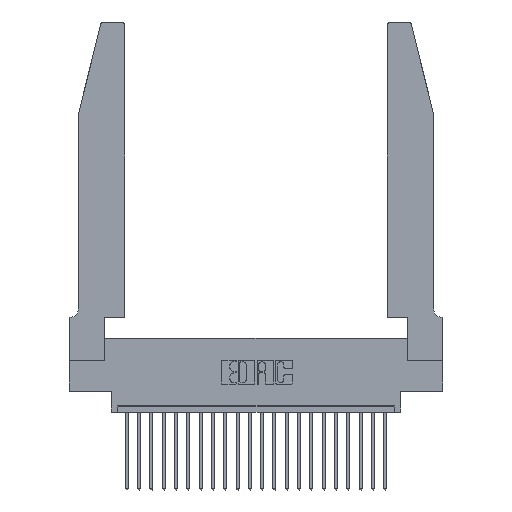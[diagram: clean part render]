
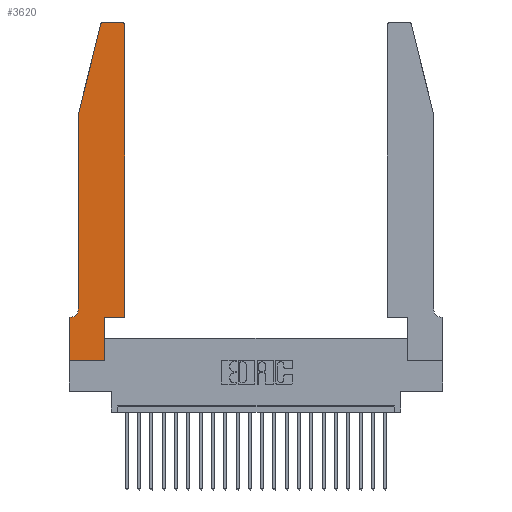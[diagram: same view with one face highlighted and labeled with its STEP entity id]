
A CAD part, top view. The second image highlights one B-rep face of the part: STEP entity #3620.
In plain terms, the highlighted planar face has unit normal (0, 0, 1).
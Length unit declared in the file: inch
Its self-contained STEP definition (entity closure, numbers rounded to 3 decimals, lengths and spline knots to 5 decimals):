
#512 = VECTOR ( 'NONE', #4696, 39.37008 ) ;
#610 = ORIENTED_EDGE ( 'NONE', *, *, #11868, .T. ) ;
#704 = CARTESIAN_POINT ( 'NONE',  ( 0.4505, 0.35, 0.37 ) ) ;
#898 = EDGE_CURVE ( 'NONE', #11085, #6649, #8336, .T. ) ;
#1596 = CARTESIAN_POINT ( 'NONE',  ( 0.4505, 2.72, 0.37 ) ) ;
#1656 = AXIS2_PLACEMENT_3D ( 'NONE', #23641, #14398, #10800 ) ;
#2134 = CARTESIAN_POINT ( 'NONE',  ( 0.0755, 2., 0.37 ) ) ;
#2147 = VECTOR ( 'NONE', #18586, 39.37008 ) ;
#2934 = ORIENTED_EDGE ( 'NONE', *, *, #5359, .T. ) ;
#2991 = CARTESIAN_POINT ( 'NONE',  ( 0., 0., 0.37 ) ) ;
#3037 = CARTESIAN_POINT ( 'NONE',  ( 0.4505, 0.35, 0.37 ) ) ;
#3398 = EDGE_CURVE ( 'NONE', #22409, #11085, #19608, .T. ) ;
#3620 = ADVANCED_FACE ( 'NONE', ( #8507 ), #6903, .T. ) ;
#3636 = VECTOR ( 'NONE', #23452, 39.37008 ) ;
#3668 = LINE ( 'NONE', #4493, #18033 ) ;
#3718 = CARTESIAN_POINT ( 'NONE',  ( 0.2865, 0., 0.37 ) ) ;
#3748 = DIRECTION ( 'NONE',  ( 0., 1., 0. ) ) ;
#3881 = CARTESIAN_POINT ( 'NONE',  ( 0., 0.35, 0.37 ) ) ;
#4082 = VECTOR ( 'NONE', #8756, 39.37008 ) ;
#4178 = EDGE_CURVE ( 'NONE', #11781, #21752, #5535, .T. ) ;
#4430 = ORIENTED_EDGE ( 'NONE', *, *, #898, .T. ) ;
#4493 = CARTESIAN_POINT ( 'NONE',  ( 0., 0., 0.37 ) ) ;
#4558 = CARTESIAN_POINT ( 'NONE',  ( 0.4205, 2.75, 0.37 ) ) ;
#4696 = DIRECTION ( 'NONE',  ( 1., 0., 0. ) ) ;
#4813 = AXIS2_PLACEMENT_3D ( 'NONE', #17750, #21541, #17496 ) ;
#5201 = ORIENTED_EDGE ( 'NONE', *, *, #6116, .T. ) ;
#5359 = EDGE_CURVE ( 'NONE', #23671, #10049, #6868, .T. ) ;
#5535 = LINE ( 'NONE', #19482, #512 ) ;
#5639 = EDGE_LOOP ( 'NONE', ( #2934, #18525, #16922, #5201, #7332, #610, #15036, #7767, #11756, #14138, #4430, #16886 ) ) ;
#5986 = DIRECTION ( 'NONE',  ( -1., 0., 0. ) ) ;
#6116 = EDGE_CURVE ( 'NONE', #15202, #19000, #17643, .T. ) ;
#6649 = VERTEX_POINT ( 'NONE', #1596 ) ;
#6775 = CIRCLE ( 'NONE', #6980, 0.03 ) ;
#6804 = CARTESIAN_POINT ( 'NONE',  ( 0.4505, 0.35, 0.37 ) ) ;
#6868 = LINE ( 'NONE', #12691, #2147 ) ;
#6903 = PLANE ( 'NONE',  #1656 ) ;
#6980 = AXIS2_PLACEMENT_3D ( 'NONE', #15701, #17942, #23660 ) ;
#7131 = VERTEX_POINT ( 'NONE', #17911 ) ;
#7332 = ORIENTED_EDGE ( 'NONE', *, *, #16447, .T. ) ;
#7767 = ORIENTED_EDGE ( 'NONE', *, *, #4178, .T. ) ;
#7928 = LINE ( 'NONE', #20595, #19917 ) ;
#8336 = LINE ( 'NONE', #704, #3636 ) ;
#8507 = FACE_OUTER_BOUND ( 'NONE', #5639, .T. ) ;
#8756 = DIRECTION ( 'NONE',  ( 1., 0., 0. ) ) ;
#10049 = VERTEX_POINT ( 'NONE', #13573 ) ;
#10753 = VECTOR ( 'NONE', #3748, 39.37008 ) ;
#10800 = DIRECTION ( 'NONE',  ( 1., 0., 0. ) ) ;
#11085 = VERTEX_POINT ( 'NONE', #3037 ) ;
#11456 = CARTESIAN_POINT ( 'NONE',  ( 0.2865, 0.35, 0.37 ) ) ;
#11756 = ORIENTED_EDGE ( 'NONE', *, *, #17687, .T. ) ;
#11763 = CARTESIAN_POINT ( 'NONE',  ( 0.0755, 2., 0.37 ) ) ;
#11781 = VERTEX_POINT ( 'NONE', #2991 ) ;
#11868 = EDGE_CURVE ( 'NONE', #7131, #13116, #7928, .T. ) ;
#12691 = CARTESIAN_POINT ( 'NONE',  ( 0.2605, 2.75, 0.37 ) ) ;
#13116 = VERTEX_POINT ( 'NONE', #3881 ) ;
#13395 = EDGE_CURVE ( 'NONE', #17152, #15202, #20417, .T. ) ;
#13573 = CARTESIAN_POINT ( 'NONE',  ( 0.284, 2.75, 0.37 ) ) ;
#13586 = DIRECTION ( 'NONE',  ( -0.239, -0.971, 0. ) ) ;
#13651 = DIRECTION ( 'NONE',  ( -1., 0., 0. ) ) ;
#14138 = ORIENTED_EDGE ( 'NONE', *, *, #3398, .T. ) ;
#14398 = DIRECTION ( 'NONE',  ( 0., 0., 1. ) ) ;
#15005 = CIRCLE ( 'NONE', #16378, 0.07 ) ;
#15036 = ORIENTED_EDGE ( 'NONE', *, *, #15512, .T. ) ;
#15202 = VERTEX_POINT ( 'NONE', #18102 ) ;
#15478 = EDGE_CURVE ( 'NONE', #10049, #17152, #19779, .T. ) ;
#15512 = EDGE_CURVE ( 'NONE', #13116, #11781, #3668, .T. ) ;
#15701 = CARTESIAN_POINT ( 'NONE',  ( 0.4205, 2.72, 0.37 ) ) ;
#16378 = AXIS2_PLACEMENT_3D ( 'NONE', #22983, #23235, #13651 ) ;
#16447 = EDGE_CURVE ( 'NONE', #19000, #7131, #15005, .T. ) ;
#16590 = CARTESIAN_POINT ( 'NONE',  ( 0.0755, 0.42, 0.37 ) ) ;
#16886 = ORIENTED_EDGE ( 'NONE', *, *, #22536, .T. ) ;
#16895 = CARTESIAN_POINT ( 'NONE',  ( 0.2865, 0.35, 0.37 ) ) ;
#16922 = ORIENTED_EDGE ( 'NONE', *, *, #13395, .T. ) ;
#17152 = VERTEX_POINT ( 'NONE', #20288 ) ;
#17481 = LINE ( 'NONE', #16895, #10753 ) ;
#17496 = DIRECTION ( 'NONE',  ( 1., 0., 0. ) ) ;
#17643 = LINE ( 'NONE', #2134, #21695 ) ;
#17687 = EDGE_CURVE ( 'NONE', #21752, #22409, #17481, .T. ) ;
#17750 = CARTESIAN_POINT ( 'NONE',  ( 0.284, 2.72, 0.37 ) ) ;
#17911 = CARTESIAN_POINT ( 'NONE',  ( 0.0055, 0.35, 0.37 ) ) ;
#17914 = DIRECTION ( 'NONE',  ( 0., -1., 0. ) ) ;
#17942 = DIRECTION ( 'NONE',  ( 0., 0., 1. ) ) ;
#18033 = VECTOR ( 'NONE', #17914, 39.37008 ) ;
#18102 = CARTESIAN_POINT ( 'NONE',  ( 0.0755, 2., 0.37 ) ) ;
#18525 = ORIENTED_EDGE ( 'NONE', *, *, #15478, .T. ) ;
#18586 = DIRECTION ( 'NONE',  ( -1., 0., 0. ) ) ;
#19000 = VERTEX_POINT ( 'NONE', #16590 ) ;
#19482 = CARTESIAN_POINT ( 'NONE',  ( 0., 0., 0.37 ) ) ;
#19608 = LINE ( 'NONE', #6804, #4082 ) ;
#19779 = CIRCLE ( 'NONE', #4813, 0.03 ) ;
#19917 = VECTOR ( 'NONE', #5986, 39.37008 ) ;
#20288 = CARTESIAN_POINT ( 'NONE',  ( 0.25487, 2.72718, 0.37 ) ) ;
#20417 = LINE ( 'NONE', #11763, #24137 ) ;
#20595 = CARTESIAN_POINT ( 'NONE',  ( 0.0755, 0.35, 0.37 ) ) ;
#20842 = DIRECTION ( 'NONE',  ( 0., -1., 0. ) ) ;
#21541 = DIRECTION ( 'NONE',  ( 0., 0., 1. ) ) ;
#21695 = VECTOR ( 'NONE', #20842, 39.37008 ) ;
#21752 = VERTEX_POINT ( 'NONE', #3718 ) ;
#22409 = VERTEX_POINT ( 'NONE', #11456 ) ;
#22536 = EDGE_CURVE ( 'NONE', #6649, #23671, #6775, .T. ) ;
#22983 = CARTESIAN_POINT ( 'NONE',  ( 0.0055, 0.42, 0.37 ) ) ;
#23235 = DIRECTION ( 'NONE',  ( 0., 0., -1. ) ) ;
#23452 = DIRECTION ( 'NONE',  ( 0., 1., 0. ) ) ;
#23641 = CARTESIAN_POINT ( 'NONE',  ( 0., 0.35, 0.37 ) ) ;
#23660 = DIRECTION ( 'NONE',  ( 1., 0., 0. ) ) ;
#23671 = VERTEX_POINT ( 'NONE', #4558 ) ;
#24137 = VECTOR ( 'NONE', #13586, 39.37008 ) ;
